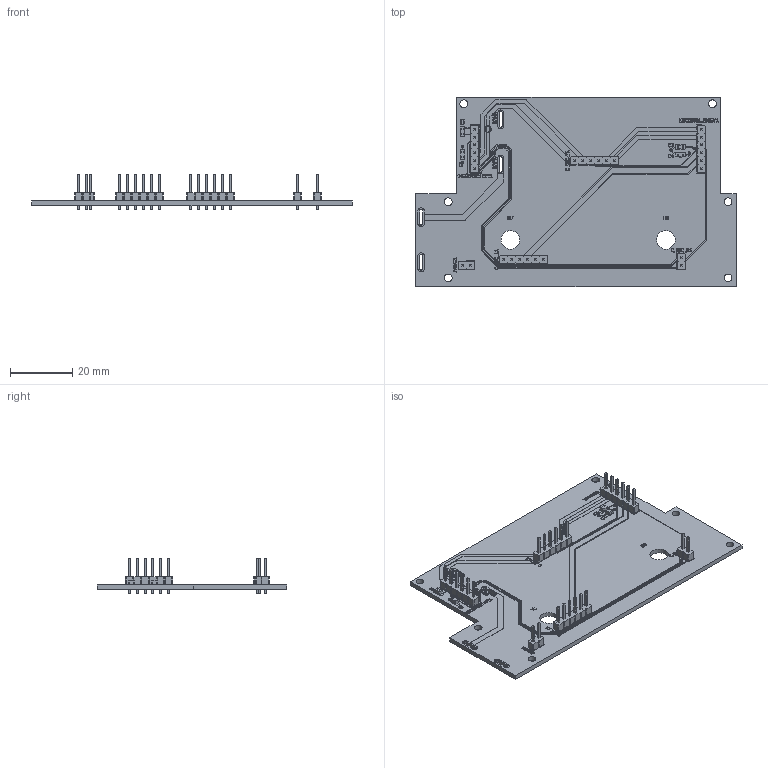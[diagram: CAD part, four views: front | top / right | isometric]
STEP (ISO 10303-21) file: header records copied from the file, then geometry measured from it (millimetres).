
FILE_DESCRIPTION(('KiCad electronic assembly'),'2;1');
FILE_NAME('romi_board_bottom.step','2025-09-19T15:11:40',('Pcbnew'),( 'Kicad'),'Open CASCADE STEP processor 7.8','KiCad to STEP converter' ,'Unknown');
FILE_SCHEMA(('AUTOMOTIVE_DESIGN { 1 0 10303 214 1 1 1 1 }'));
Length unit declared in the file: millimetre
Products named in the file (7): romi_board_bottom 1; PinHeader_1x06_P2.54mm_Vertical; PinHeader_1x02_P2.54mm_Vertical; C_0805_2012Metric; romi_board_bottom_copper; romi_board_bottom_silkscreen; romi_board_bottom_PCB
Assembly tree (13 placements, depth 2):
  romi_board_bottom 1
    PinHeader_1x06_P2.54mm_Vertical  x4
    PinHeader_1x02_P2.54mm_Vertical  x2
    C_0805_2012Metric  x4
    romi_board_bottom_copper
    romi_board_bottom_silkscreen
    romi_board_bottom_PCB
Bounding box: 103 x 61 x 11.54 mm (x, y, z)
Volume: 9043.7 mm3; surface area: 15383.5 mm2
Topology: 31 solids, 194 shells, 1812 faces, 6677 edges, 5229 vertices
Faces by surface type: plane 1512, cylinder 300
Full cylindrical faces by diameter (mm): 0.35 x5, 0.4 x5, 0.8 x2, 0.95 x28, 1 x56, 1.7 x44, 2.5 x6, 6 x2
Entity records: 58592 total; most frequent: CARTESIAN_POINT 10872, DIRECTION 9052, ORIENTED_EDGE 7997, EDGE_CURVE 5277, VERTEX_POINT 4349, LINE 3994, VECTOR 3994, AXIS2_PLACEMENT_3D 2529
